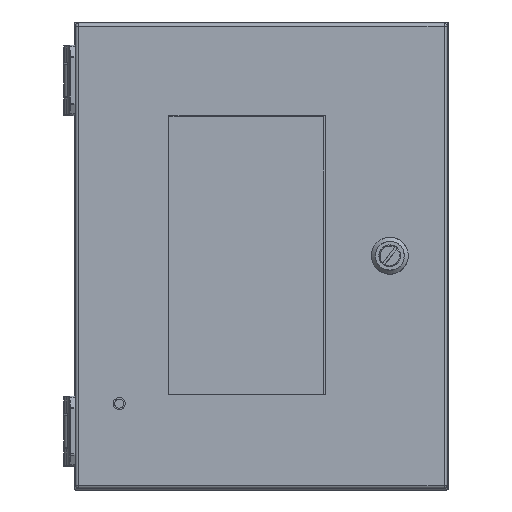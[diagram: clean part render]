
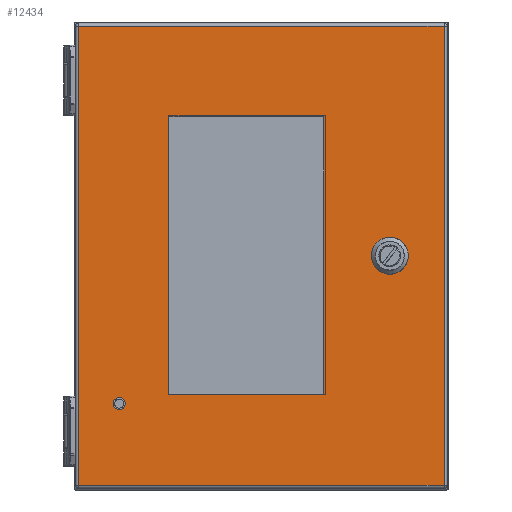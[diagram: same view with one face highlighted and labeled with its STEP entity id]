
A CAD part, top view. The second image highlights one B-rep face of the part: STEP entity #12434.
In plain terms, the highlighted planar face has unit normal (0, 0, 1).
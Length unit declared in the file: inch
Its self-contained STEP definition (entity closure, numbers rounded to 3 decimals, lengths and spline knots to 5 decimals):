
#195 = EDGE_CURVE ( 'NONE', #20326, #20326, #24845, .T. ) ;
#476 = DIRECTION ( 'NONE',  ( 0., -1., 0. ) ) ;
#504 = LINE ( 'NONE', #37822, #22293 ) ;
#1086 = VECTOR ( 'NONE', #33504, 39.37008 ) ;
#1935 = EDGE_CURVE ( 'NONE', #7414, #39778, #46482, .T. ) ;
#2036 = ORIENTED_EDGE ( 'NONE', *, *, #24147, .F. ) ;
#2800 = DIRECTION ( 'NONE',  ( 0., 0., 1. ) ) ;
#3094 = LINE ( 'NONE', #53864, #22062 ) ;
#3477 = VERTEX_POINT ( 'NONE', #13866 ) ;
#3569 = VECTOR ( 'NONE', #49847, 39.37008 ) ;
#4523 = DIRECTION ( 'NONE',  ( 0., 0., 1. ) ) ;
#4665 = EDGE_LOOP ( 'NONE', ( #7665, #10519, #50188, #11095, #37091, #10422, #2036, #13946 ) ) ;
#5019 = CARTESIAN_POINT ( 'NONE',  ( -1.97055, 2.97, 4.18673 ) ) ;
#5225 = CARTESIAN_POINT ( 'NONE',  ( -1.97055, -2.97, 4.18673 ) ) ;
#6679 = EDGE_CURVE ( 'NONE', #44381, #12325, #30391, .T. ) ;
#6971 = CARTESIAN_POINT ( 'NONE',  ( 2.75145, 0., 4.18673 ) ) ;
#7235 = LINE ( 'NONE', #40933, #3569 ) ;
#7414 = VERTEX_POINT ( 'NONE', #43175 ) ;
#7665 = ORIENTED_EDGE ( 'NONE', *, *, #48858, .F. ) ;
#7977 = CARTESIAN_POINT ( 'NONE',  ( 1.33945, -2.97, 4.18673 ) ) ;
#8044 = LINE ( 'NONE', #42833, #29756 ) ;
#8378 = CARTESIAN_POINT ( 'NONE',  ( 2.8399, -0.30753, 4.18673 ) ) ;
#8630 = FACE_BOUND ( 'NONE', #25931, .T. ) ;
#9205 = FACE_BOUND ( 'NONE', #40586, .T. ) ;
#9346 = VERTEX_POINT ( 'NONE', #8378 ) ;
#9530 = AXIS2_PLACEMENT_3D ( 'NONE', #17317, #4523, #42377 ) ;
#9709 = EDGE_CURVE ( 'NONE', #39824, #3477, #8044, .T. ) ;
#9822 = CARTESIAN_POINT ( 'NONE',  ( -3.91055, 4.91, 4.18673 ) ) ;
#10135 = DIRECTION ( 'NONE',  ( -0.707, 0.707, 0. ) ) ;
#10373 = CARTESIAN_POINT ( 'NONE',  ( 1.17746, 1.17801, 4.18673 ) ) ;
#10422 = ORIENTED_EDGE ( 'NONE', *, *, #36637, .T. ) ;
#10519 = ORIENTED_EDGE ( 'NONE', *, *, #1935, .T. ) ;
#11095 = ORIENTED_EDGE ( 'NONE', *, *, #6679, .T. ) ;
#11491 = EDGE_CURVE ( 'NONE', #44381, #39778, #54864, .T. ) ;
#11859 = VERTEX_POINT ( 'NONE', #25273 ) ;
#12325 = VERTEX_POINT ( 'NONE', #45111 ) ;
#12434 = ADVANCED_FACE ( 'NONE', ( #9205, #25622, #8630, #42878 ), #47045, .T. ) ;
#12506 = EDGE_CURVE ( 'NONE', #14617, #47602, #42536, .T. ) ;
#13228 = CARTESIAN_POINT ( 'NONE',  ( 2.66301, -0.30753, 4.18673 ) ) ;
#13373 = DIRECTION ( 'NONE',  ( 1., 0., 0. ) ) ;
#13826 = EDGE_CURVE ( 'NONE', #16378, #11859, #7235, .T. ) ;
#13866 = CARTESIAN_POINT ( 'NONE',  ( 1.33945, 2.97, 4.18673 ) ) ;
#13894 = EDGE_CURVE ( 'NONE', #24227, #39824, #504, .T. ) ;
#13946 = ORIENTED_EDGE ( 'NONE', *, *, #27069, .T. ) ;
#14498 = ORIENTED_EDGE ( 'NONE', *, *, #13826, .T. ) ;
#14617 = VERTEX_POINT ( 'NONE', #9822 ) ;
#14976 = ORIENTED_EDGE ( 'NONE', *, *, #195, .F. ) ;
#15208 = CARTESIAN_POINT ( 'NONE',  ( -3.91055, -4.91, 4.18673 ) ) ;
#16378 = VERTEX_POINT ( 'NONE', #54679 ) ;
#16526 = CARTESIAN_POINT ( 'NONE',  ( 3.96945, -4.91, 4.18673 ) ) ;
#17193 = CARTESIAN_POINT ( 'NONE',  ( -3.91055, -4.97, 4.18673 ) ) ;
#17317 = CARTESIAN_POINT ( 'NONE',  ( 2.75145, 0., 4.18673 ) ) ;
#17337 = VERTEX_POINT ( 'NONE', #13228 ) ;
#17481 = CARTESIAN_POINT ( 'NONE',  ( -1.97055, 0., 4.18673 ) ) ;
#19867 = VECTOR ( 'NONE', #20585, 39.37008 ) ;
#20326 = VERTEX_POINT ( 'NONE', #45904 ) ;
#20363 = AXIS2_PLACEMENT_3D ( 'NONE', #41234, #2800, #41505 ) ;
#20455 = LINE ( 'NONE', #16526, #1086 ) ;
#20585 = DIRECTION ( 'NONE',  ( 0., -1., 0. ) ) ;
#20832 = VECTOR ( 'NONE', #32624, 39.37008 ) ;
#21172 = CARTESIAN_POINT ( 'NONE',  ( 1.17746, -1.17801, 4.18673 ) ) ;
#21459 = ORIENTED_EDGE ( 'NONE', *, *, #12506, .T. ) ;
#21760 = VECTOR ( 'NONE', #10135, 39.37008 ) ;
#22062 = VECTOR ( 'NONE', #32909, 39.37008 ) ;
#22293 = VECTOR ( 'NONE', #34204, 39.37008 ) ;
#23323 = EDGE_CURVE ( 'NONE', #45245, #12325, #52378, .T. ) ;
#23587 = ORIENTED_EDGE ( 'NONE', *, *, #44614, .F. ) ;
#23955 = DIRECTION ( 'NONE',  ( 0., 0., 1. ) ) ;
#24147 = EDGE_CURVE ( 'NONE', #17337, #9346, #40795, .T. ) ;
#24227 = VERTEX_POINT ( 'NONE', #5225 ) ;
#24845 = CIRCLE ( 'NONE', #45286, 0.09805 ) ;
#25273 = CARTESIAN_POINT ( 'NONE',  ( 3.90945, 4.91, 4.18673 ) ) ;
#25622 = FACE_BOUND ( 'NONE', #4665, .T. ) ;
#25931 = EDGE_LOOP ( 'NONE', ( #14976 ) ) ;
#26117 = CARTESIAN_POINT ( 'NONE',  ( 2.75145, 0., 4.18673 ) ) ;
#26264 = LINE ( 'NONE', #10373, #21760 ) ;
#27069 = EDGE_CURVE ( 'NONE', #17337, #36483, #26264, .T. ) ;
#27872 = CARTESIAN_POINT ( 'NONE',  ( 2.44392, -0.08845, 4.18673 ) ) ;
#29198 = CARTESIAN_POINT ( 'NONE',  ( 3.05899, -0.08845, 4.18673 ) ) ;
#29756 = VECTOR ( 'NONE', #42001, 39.37008 ) ;
#30391 = LINE ( 'NONE', #38994, #41894 ) ;
#31329 = VECTOR ( 'NONE', #50702, 39.37008 ) ;
#31451 = ORIENTED_EDGE ( 'NONE', *, *, #9709, .F. ) ;
#31521 = EDGE_CURVE ( 'NONE', #3477, #51235, #3094, .T. ) ;
#32591 = DIRECTION ( 'NONE',  ( 1., 0., 0. ) ) ;
#32624 = DIRECTION ( 'NONE',  ( -0.707, -0.707, 0. ) ) ;
#32721 = AXIS2_PLACEMENT_3D ( 'NONE', #37849, #43142, #13373 ) ;
#32788 = AXIS2_PLACEMENT_3D ( 'NONE', #26117, #43084, #38923 ) ;
#32909 = DIRECTION ( 'NONE',  ( -1., 0., 0. ) ) ;
#33504 = DIRECTION ( 'NONE',  ( 1., 0., 0. ) ) ;
#33764 = EDGE_LOOP ( 'NONE', ( #14498, #35738, #21459, #40576 ) ) ;
#34204 = DIRECTION ( 'NONE',  ( 1., 0., 0. ) ) ;
#34558 = CIRCLE ( 'NONE', #53250, 0.32 ) ;
#35231 = EDGE_CURVE ( 'NONE', #47602, #16378, #20455, .T. ) ;
#35738 = ORIENTED_EDGE ( 'NONE', *, *, #54473, .T. ) ;
#36143 = ORIENTED_EDGE ( 'NONE', *, *, #13894, .F. ) ;
#36483 = VERTEX_POINT ( 'NONE', #27872 ) ;
#36637 = EDGE_CURVE ( 'NONE', #45245, #9346, #36783, .T. ) ;
#36757 = DIRECTION ( 'NONE',  ( 0., 0., 1. ) ) ;
#36783 = LINE ( 'NONE', #53848, #20832 ) ;
#37091 = ORIENTED_EDGE ( 'NONE', *, *, #23323, .F. ) ;
#37809 = LINE ( 'NONE', #17481, #19867 ) ;
#37822 = CARTESIAN_POINT ( 'NONE',  ( -0.00055, -2.97, 4.18673 ) ) ;
#37849 = CARTESIAN_POINT ( 'NONE',  ( -0.00055, 0., 4.18673 ) ) ;
#38923 = DIRECTION ( 'NONE',  ( 1., 0., 0. ) ) ;
#38994 = CARTESIAN_POINT ( 'NONE',  ( 1.57344, 1.57399, 4.18673 ) ) ;
#39778 = VERTEX_POINT ( 'NONE', #41124 ) ;
#39824 = VERTEX_POINT ( 'NONE', #7977 ) ;
#40576 = ORIENTED_EDGE ( 'NONE', *, *, #35231, .T. ) ;
#40586 = EDGE_LOOP ( 'NONE', ( #23587, #53045, #31451, #36143 ) ) ;
#40795 = CIRCLE ( 'NONE', #32788, 0.32 ) ;
#40933 = CARTESIAN_POINT ( 'NONE',  ( 3.90945, 4.97, 4.18673 ) ) ;
#41124 = CARTESIAN_POINT ( 'NONE',  ( 2.66301, 0.30753, 4.18673 ) ) ;
#41234 = CARTESIAN_POINT ( 'NONE',  ( 2.75145, 0., 4.18673 ) ) ;
#41505 = DIRECTION ( 'NONE',  ( 1., 0., 0. ) ) ;
#41671 = VECTOR ( 'NONE', #476, 39.37008 ) ;
#41894 = VECTOR ( 'NONE', #47061, 39.37008 ) ;
#42001 = DIRECTION ( 'NONE',  ( 0., 1., 0. ) ) ;
#42377 = DIRECTION ( 'NONE',  ( 1., 0., 0. ) ) ;
#42536 = LINE ( 'NONE', #17193, #41671 ) ;
#42833 = CARTESIAN_POINT ( 'NONE',  ( 1.33945, 0., 4.18673 ) ) ;
#42878 = FACE_OUTER_BOUND ( 'NONE', #33764, .T. ) ;
#43084 = DIRECTION ( 'NONE',  ( 0., 0., 1. ) ) ;
#43142 = DIRECTION ( 'NONE',  ( 0., 0., 1. ) ) ;
#43175 = CARTESIAN_POINT ( 'NONE',  ( 2.44392, 0.08845, 4.18673 ) ) ;
#44381 = VERTEX_POINT ( 'NONE', #52835 ) ;
#44614 = EDGE_CURVE ( 'NONE', #51235, #24227, #37809, .T. ) ;
#45111 = CARTESIAN_POINT ( 'NONE',  ( 3.05899, 0.08845, 4.18673 ) ) ;
#45245 = VERTEX_POINT ( 'NONE', #29198 ) ;
#45286 = AXIS2_PLACEMENT_3D ( 'NONE', #46975, #36757, #32591 ) ;
#45423 = CARTESIAN_POINT ( 'NONE',  ( -3.97055, 4.91, 4.18673 ) ) ;
#45696 = DIRECTION ( 'NONE',  ( -1., 0., 0. ) ) ;
#45904 = CARTESIAN_POINT ( 'NONE',  ( -2.9375, -3.16, 4.18673 ) ) ;
#46482 = LINE ( 'NONE', #21172, #31329 ) ;
#46975 = CARTESIAN_POINT ( 'NONE',  ( -3.03555, -3.16, 4.18673 ) ) ;
#47045 = PLANE ( 'NONE',  #32721 ) ;
#47061 = DIRECTION ( 'NONE',  ( 0.707, -0.707, 0. ) ) ;
#47602 = VERTEX_POINT ( 'NONE', #15208 ) ;
#48858 = EDGE_CURVE ( 'NONE', #7414, #36483, #34558, .T. ) ;
#49847 = DIRECTION ( 'NONE',  ( 0., 1., 0. ) ) ;
#50177 = VECTOR ( 'NONE', #45696, 39.37008 ) ;
#50188 = ORIENTED_EDGE ( 'NONE', *, *, #11491, .F. ) ;
#50702 = DIRECTION ( 'NONE',  ( 0.707, 0.707, 0. ) ) ;
#50971 = DIRECTION ( 'NONE',  ( 1., 0., 0. ) ) ;
#51235 = VERTEX_POINT ( 'NONE', #5019 ) ;
#52378 = CIRCLE ( 'NONE', #20363, 0.32 ) ;
#52835 = CARTESIAN_POINT ( 'NONE',  ( 2.8399, 0.30753, 4.18673 ) ) ;
#53045 = ORIENTED_EDGE ( 'NONE', *, *, #31521, .F. ) ;
#53250 = AXIS2_PLACEMENT_3D ( 'NONE', #6971, #23955, #50971 ) ;
#53848 = CARTESIAN_POINT ( 'NONE',  ( 1.57344, -1.57399, 4.18673 ) ) ;
#53863 = LINE ( 'NONE', #45423, #50177 ) ;
#53864 = CARTESIAN_POINT ( 'NONE',  ( -0.00055, 2.97, 4.18673 ) ) ;
#54473 = EDGE_CURVE ( 'NONE', #11859, #14617, #53863, .T. ) ;
#54679 = CARTESIAN_POINT ( 'NONE',  ( 3.90945, -4.91, 4.18673 ) ) ;
#54864 = CIRCLE ( 'NONE', #9530, 0.32 ) ;
